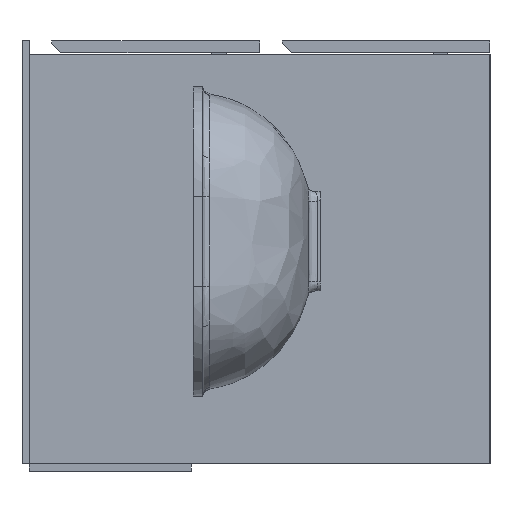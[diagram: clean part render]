
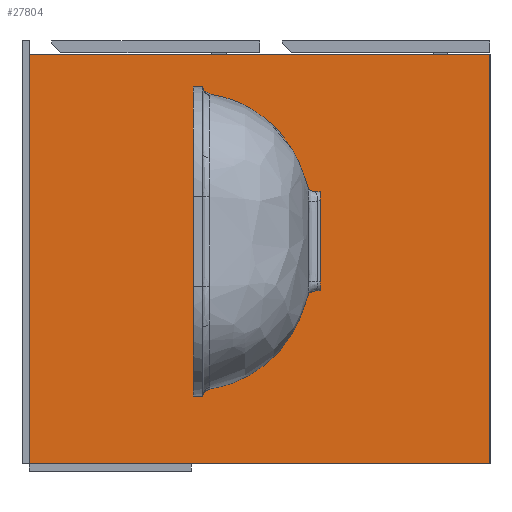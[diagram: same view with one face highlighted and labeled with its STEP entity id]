
A CAD part, left-side view. The second image highlights one B-rep face of the part: STEP entity #27804.
In plain terms, the highlighted planar face has unit normal (-1, 0, 0).
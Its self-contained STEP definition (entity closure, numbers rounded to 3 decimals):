
#583 = CARTESIAN_POINT ( 'NONE',  ( 2., 512., -470. ) ) ;
#931 = DIRECTION ( 'NONE',  ( 0., -1., 0. ) ) ;
#1964 = CARTESIAN_POINT ( 'NONE',  ( 2., 0., -470. ) ) ;
#3262 = CARTESIAN_POINT ( 'NONE',  ( 2., 967.397, -470. ) ) ;
#4843 = ORIENTED_EDGE ( 'NONE', *, *, #7665, .T. ) ;
#5780 = EDGE_CURVE ( 'NONE', #24090, #14614, #13309, .T. ) ;
#7665 = EDGE_CURVE ( 'NONE', #14614, #12317, #24316, .T. ) ;
#7980 = CARTESIAN_POINT ( 'NONE',  ( 2., 967.397, -15. ) ) ;
#9657 = EDGE_CURVE ( 'NONE', #23001, #12317, #30311, .T. ) ;
#10787 = AXIS2_PLACEMENT_3D ( 'NONE', #3262, #13201, #23168 ) ;
#11270 = LINE ( 'NONE', #21258, #25383 ) ;
#11917 = DIRECTION ( 'NONE',  ( 0., 0., 1. ) ) ;
#12317 = VERTEX_POINT ( 'NONE', #27249 ) ;
#13201 = DIRECTION ( 'NONE',  ( 1., 0., 0. ) ) ;
#13309 = LINE ( 'NONE', #23283, #20171 ) ;
#14614 = VERTEX_POINT ( 'NONE', #17211 ) ;
#15674 = FACE_OUTER_BOUND ( 'NONE', #29739, .T. ) ;
#17211 = CARTESIAN_POINT ( 'NONE',  ( 2., 0., -470. ) ) ;
#17932 = DIRECTION ( 'NONE',  ( 0., -1., 0. ) ) ;
#18943 = ORIENTED_EDGE ( 'NONE', *, *, #5780, .T. ) ;
#20171 = VECTOR ( 'NONE', #931, 1000. ) ;
#21258 = CARTESIAN_POINT ( 'NONE',  ( 2., 512., -470. ) ) ;
#23001 = VERTEX_POINT ( 'NONE', #26676 ) ;
#23168 = DIRECTION ( 'NONE',  ( 0., 0., -1. ) ) ;
#23283 = CARTESIAN_POINT ( 'NONE',  ( 2., 967.397, -470. ) ) ;
#23757 = VECTOR ( 'NONE', #11917, 1000. ) ;
#24090 = VERTEX_POINT ( 'NONE', #583 ) ;
#24316 = LINE ( 'NONE', #1964, #23757 ) ;
#25383 = VECTOR ( 'NONE', #31148, 1000. ) ;
#25630 = PLANE ( 'NONE',  #10787 ) ;
#26676 = CARTESIAN_POINT ( 'NONE',  ( 2., 512., -15. ) ) ;
#27004 = ORIENTED_EDGE ( 'NONE', *, *, #9657, .F. ) ;
#27240 = EDGE_CURVE ( 'NONE', #24090, #23001, #11270, .T. ) ;
#27249 = CARTESIAN_POINT ( 'NONE',  ( 2., 0., -15. ) ) ;
#27255 = ORIENTED_EDGE ( 'NONE', *, *, #27240, .F. ) ;
#27804 = ADVANCED_FACE ( 'NONE', ( #15674 ), #25630, .F. ) ;
#29739 = EDGE_LOOP ( 'NONE', ( #27255, #18943, #4843, #27004 ) ) ;
#30311 = LINE ( 'NONE', #7980, #32246 ) ;
#31148 = DIRECTION ( 'NONE',  ( 0., 0., 1. ) ) ;
#32246 = VECTOR ( 'NONE', #17932, 1000. ) ;
